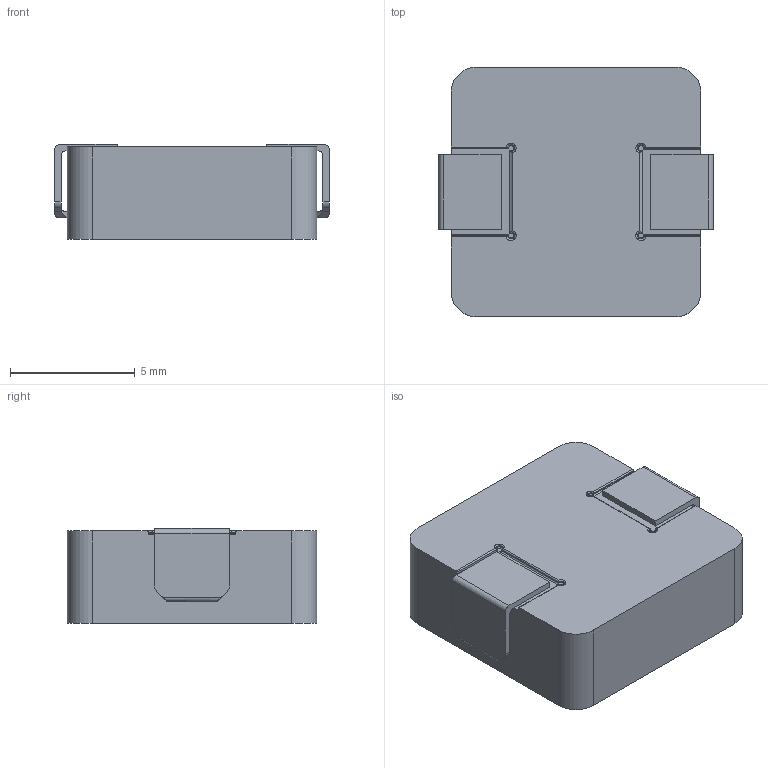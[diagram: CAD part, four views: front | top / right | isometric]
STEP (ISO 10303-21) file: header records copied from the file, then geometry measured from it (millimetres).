
FILE_DESCRIPTION(/* description */ (''),/* implementation_level */ '2;1');
FILE_NAME(/* name */ 'TMPA1004-打扁.stp',/* time_stamp */ '2020-02-25T15:11:20+08:00',/* author */ (''),/* organization */ (''),/* preprocessor_version */ 'ST-DEVELOPER v16.7',/* originating_system */ 'SIEMENS PLM Software NX 12.0',/* authorisation */ '');
FILE_SCHEMA (('AUTOMOTIVE_DESIGN { 1 0 10303 214 3 1 1 1 }'));
Length unit declared in the file: millimetre
Products named in the file (1): TMPA1004-打扁
Bounding box: 11 x 10 x 3.81 mm (x, y, z)
Surface area: 852.9 mm2
Topology: 12 solids, 12 shells, 312 faces, 741 edges, 453 vertices
Faces by surface type: plane 119, torus 112, extrusion 45, cylinder 36
Full cylindrical faces by diameter (mm): 1.5 x3
Entity records: 9185 total; most frequent: CARTESIAN_POINT 2629, ORIENTED_EDGE 1264, DIRECTION 1188, EDGE_CURVE 632, VERTEX_POINT 451, AXIS2_PLACEMENT_3D 444, EDGE_LOOP 423, ADVANCED_FACE 312
